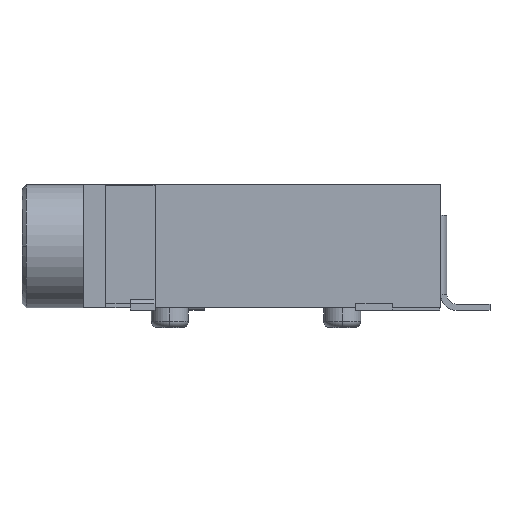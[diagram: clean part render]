
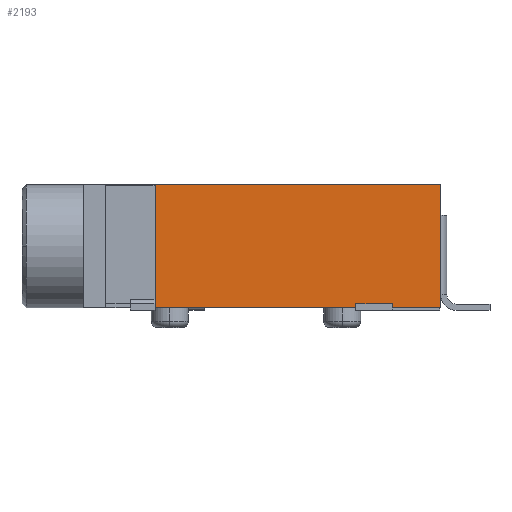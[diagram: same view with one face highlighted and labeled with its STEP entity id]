
A CAD part, top view. The second image highlights one B-rep face of the part: STEP entity #2193.
In plain terms, the highlighted planar face has unit normal (0, 0, 1).
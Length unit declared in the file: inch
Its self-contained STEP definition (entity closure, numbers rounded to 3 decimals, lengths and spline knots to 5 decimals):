
#38 = DIRECTION ( 'NONE',  ( 0., 1., 0. ) ) ;
#53 = CARTESIAN_POINT ( 'NONE',  ( 0.43504, 0., 0.11811 ) ) ;
#58 = EDGE_CURVE ( 'NONE', #3232, #3665, #3062, .T. ) ;
#164 = DIRECTION ( 'NONE',  ( -1., 0., 0. ) ) ;
#176 = DIRECTION ( 'NONE',  ( 1., 0., 0. ) ) ;
#239 = LINE ( 'NONE', #477, #3443 ) ;
#255 = CARTESIAN_POINT ( 'NONE',  ( 0.11417, 0.19685, 0.11811 ) ) ;
#259 = FACE_OUTER_BOUND ( 'NONE', #3202, .T. ) ;
#291 = ORIENTED_EDGE ( 'NONE', *, *, #58, .F. ) ;
#317 = VERTEX_POINT ( 'NONE', #3573 ) ;
#321 = VECTOR ( 'NONE', #3724, 39.37008 ) ;
#401 = VERTEX_POINT ( 'NONE', #255 ) ;
#404 = EDGE_CURVE ( 'NONE', #522, #2931, #3508, .T. ) ;
#428 = VECTOR ( 'NONE', #665, 39.37008 ) ;
#452 = LINE ( 'NONE', #2748, #428 ) ;
#477 = CARTESIAN_POINT ( 'NONE',  ( 0.49409, 0., 0.11811 ) ) ;
#522 = VERTEX_POINT ( 'NONE', #2235 ) ;
#536 = CARTESIAN_POINT ( 'NONE',  ( 0., 0., 0.11811 ) ) ;
#634 = CARTESIAN_POINT ( 'NONE',  ( 0.57087, 0., 0.11811 ) ) ;
#654 = EDGE_CURVE ( 'NONE', #1408, #1565, #1678, .T. ) ;
#665 = DIRECTION ( 'NONE',  ( 0., 1., 0. ) ) ;
#843 = EDGE_CURVE ( 'NONE', #1408, #317, #3125, .T. ) ;
#882 = CARTESIAN_POINT ( 'NONE',  ( 0.49409, 0.00591, 0.11811 ) ) ;
#886 = PLANE ( 'NONE',  #3371 ) ;
#1041 = VERTEX_POINT ( 'NONE', #3270 ) ;
#1144 = CARTESIAN_POINT ( 'NONE',  ( 0.57087, 0., 0.11811 ) ) ;
#1181 = VECTOR ( 'NONE', #164, 39.37008 ) ;
#1220 = ORIENTED_EDGE ( 'NONE', *, *, #654, .F. ) ;
#1259 = ORIENTED_EDGE ( 'NONE', *, *, #404, .T. ) ;
#1260 = VECTOR ( 'NONE', #38, 39.37008 ) ;
#1338 = EDGE_CURVE ( 'NONE', #1041, #401, #2571, .T. ) ;
#1408 = VERTEX_POINT ( 'NONE', #3419 ) ;
#1409 = DIRECTION ( 'NONE',  ( 0., 0., 1. ) ) ;
#1565 = VERTEX_POINT ( 'NONE', #2322 ) ;
#1580 = CARTESIAN_POINT ( 'NONE',  ( 0., 0., 0.11811 ) ) ;
#1678 = LINE ( 'NONE', #2867, #321 ) ;
#1832 = EDGE_CURVE ( 'NONE', #317, #3665, #2679, .T. ) ;
#1883 = ORIENTED_EDGE ( 'NONE', *, *, #3050, .F. ) ;
#2039 = DIRECTION ( 'NONE',  ( 1., 0., 0. ) ) ;
#2064 = EDGE_CURVE ( 'NONE', #2931, #1041, #2533, .T. ) ;
#2166 = CARTESIAN_POINT ( 'NONE',  ( 0.57087, 0.00591, 0.11811 ) ) ;
#2193 = ADVANCED_FACE ( 'NONE', ( #259 ), #886, .T. ) ;
#2235 = CARTESIAN_POINT ( 'NONE',  ( 0.49409, 0., 0.11811 ) ) ;
#2289 = DIRECTION ( 'NONE',  ( 0., -1., 0. ) ) ;
#2322 = CARTESIAN_POINT ( 'NONE',  ( 0.11417, 0.00591, 0.11811 ) ) ;
#2486 = ORIENTED_EDGE ( 'NONE', *, *, #1338, .T. ) ;
#2533 = LINE ( 'NONE', #3484, #3469 ) ;
#2550 = CARTESIAN_POINT ( 'NONE',  ( 0.43504, 0.00591, 0.11811 ) ) ;
#2571 = LINE ( 'NONE', #2795, #1181 ) ;
#2603 = ORIENTED_EDGE ( 'NONE', *, *, #843, .T. ) ;
#2679 = LINE ( 'NONE', #53, #1260 ) ;
#2748 = CARTESIAN_POINT ( 'NONE',  ( 0.11417, 0., 0.11811 ) ) ;
#2784 = DIRECTION ( 'NONE',  ( -1., 0., 0. ) ) ;
#2795 = CARTESIAN_POINT ( 'NONE',  ( 0.57087, 0.19685, 0.11811 ) ) ;
#2850 = EDGE_CURVE ( 'NONE', #3232, #522, #239, .T. ) ;
#2867 = CARTESIAN_POINT ( 'NONE',  ( 0.11417, 0., 0.11811 ) ) ;
#2928 = DIRECTION ( 'NONE',  ( 1., 0., 0. ) ) ;
#2931 = VERTEX_POINT ( 'NONE', #634 ) ;
#2947 = ORIENTED_EDGE ( 'NONE', *, *, #2064, .T. ) ;
#3050 = EDGE_CURVE ( 'NONE', #1565, #401, #452, .T. ) ;
#3062 = LINE ( 'NONE', #2166, #3704 ) ;
#3093 = VECTOR ( 'NONE', #2928, 39.37008 ) ;
#3125 = LINE ( 'NONE', #1580, #3160 ) ;
#3160 = VECTOR ( 'NONE', #176, 39.37008 ) ;
#3202 = EDGE_LOOP ( 'NONE', ( #291, #3229, #1259, #2947, #2486, #1883, #1220, #2603, #3608 ) ) ;
#3229 = ORIENTED_EDGE ( 'NONE', *, *, #2850, .T. ) ;
#3232 = VERTEX_POINT ( 'NONE', #882 ) ;
#3270 = CARTESIAN_POINT ( 'NONE',  ( 0.57087, 0.19685, 0.11811 ) ) ;
#3371 = AXIS2_PLACEMENT_3D ( 'NONE', #1144, #1409, #2039 ) ;
#3419 = CARTESIAN_POINT ( 'NONE',  ( 0.11417, 0., 0.11811 ) ) ;
#3443 = VECTOR ( 'NONE', #2289, 39.37008 ) ;
#3468 = DIRECTION ( 'NONE',  ( 0., 1., 0. ) ) ;
#3469 = VECTOR ( 'NONE', #3468, 39.37008 ) ;
#3484 = CARTESIAN_POINT ( 'NONE',  ( 0.57087, 0., 0.11811 ) ) ;
#3508 = LINE ( 'NONE', #536, #3093 ) ;
#3573 = CARTESIAN_POINT ( 'NONE',  ( 0.43504, 0., 0.11811 ) ) ;
#3608 = ORIENTED_EDGE ( 'NONE', *, *, #1832, .T. ) ;
#3665 = VERTEX_POINT ( 'NONE', #2550 ) ;
#3704 = VECTOR ( 'NONE', #2784, 39.37008 ) ;
#3724 = DIRECTION ( 'NONE',  ( 0., 1., 0. ) ) ;
